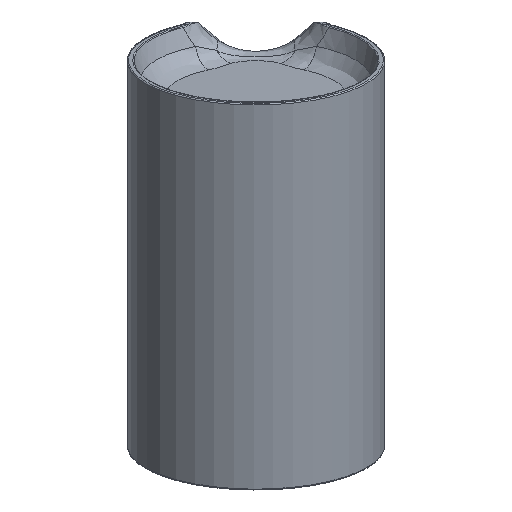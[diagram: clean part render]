
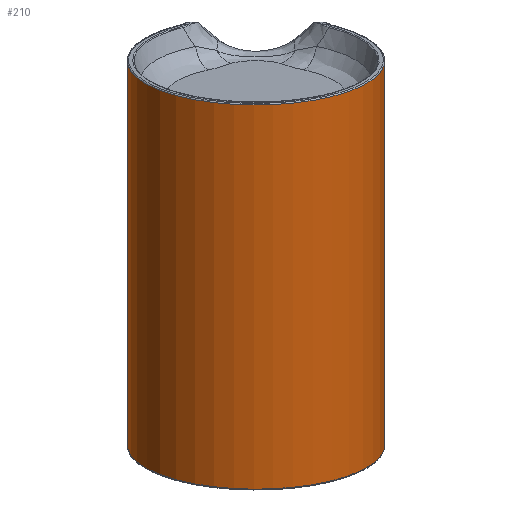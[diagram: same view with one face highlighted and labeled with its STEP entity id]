
A CAD part, top view. The second image highlights one B-rep face of the part: STEP entity #210.
In plain terms, the highlighted free-form (B-spline) face has degree [2, 1] with [9, 2] control points.
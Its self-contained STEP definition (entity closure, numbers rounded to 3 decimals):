
#210=ADVANCED_FACE('',(#370),#2585,.T.);
#370=FACE_OUTER_BOUND('',#532,.T.);
#532=EDGE_LOOP('',(#1137,#1138,#1139,#1140));
#1137=ORIENTED_EDGE('',*,*,#1594,.T.);
#1138=ORIENTED_EDGE('',*,*,#1462,.F.);
#1139=ORIENTED_EDGE('',*,*,#1595,.T.);
#1140=ORIENTED_EDGE('',*,*,#1518,.T.);
#1462=EDGE_CURVE('',#2260,#2262,#1978,.T.);
#1518=EDGE_CURVE('',#2299,#2301,#2013,.T.);
#1594=EDGE_CURVE('',#2301,#2262,#2058,.T.);
#1595=EDGE_CURVE('',#2260,#2299,#2059,.T.);
#1978=(
BOUNDED_CURVE()
B_SPLINE_CURVE(2,(#6844,#6845,#6846,#6847,#6848,#6849,#6850,#6851,#6852),
 .UNSPECIFIED.,.F.,.F.)
B_SPLINE_CURVE_WITH_KNOTS((3,2,2,2,3),(33.12,77.754,
155.509,233.263,277.898),.UNSPECIFIED.)
CURVE()
GEOMETRIC_REPRESENTATION_ITEM()
RATIONAL_B_SPLINE_CURVE((1.,0.899,1.,0.707,1.,0.707,
1.,0.899,1.))
REPRESENTATION_ITEM('')
);
#2013=(
BOUNDED_CURVE()
B_SPLINE_CURVE(2,(#7176,#7177,#7178,#7179,#7180,#7181,#7182,#7183,#7184),
 .UNSPECIFIED.,.F.,.F.)
B_SPLINE_CURVE_WITH_KNOTS((3,2,2,2,3),(33.12,77.754,
155.509,233.263,277.898),.UNSPECIFIED.)
CURVE()
GEOMETRIC_REPRESENTATION_ITEM()
RATIONAL_B_SPLINE_CURVE((1.,0.899,1.,0.707,1.,0.707,
1.,0.899,1.))
REPRESENTATION_ITEM('')
);
#2058=(
BOUNDED_CURVE()
B_SPLINE_CURVE(1,(#7608,#7609),.UNSPECIFIED.,.F.,.F.)
B_SPLINE_CURVE_WITH_KNOTS((2,2),(0.,158.627),.UNSPECIFIED.)
CURVE()
GEOMETRIC_REPRESENTATION_ITEM()
RATIONAL_B_SPLINE_CURVE((1.,1.))
REPRESENTATION_ITEM('')
);
#2059=(
BOUNDED_CURVE()
B_SPLINE_CURVE(1,(#7610,#7611),.UNSPECIFIED.,.F.,.F.)
B_SPLINE_CURVE_WITH_KNOTS((2,2),(0.,158.627),.UNSPECIFIED.)
CURVE()
GEOMETRIC_REPRESENTATION_ITEM()
RATIONAL_B_SPLINE_CURVE((1.,1.))
REPRESENTATION_ITEM('')
);
#2260=VERTEX_POINT('',#6313);
#2262=VERTEX_POINT('',#6315);
#2299=VERTEX_POINT('',#6352);
#2301=VERTEX_POINT('',#6354);
#2585=(
BOUNDED_SURFACE()
B_SPLINE_SURFACE(2,1,((#6101,#6102),(#6103,#6104),(#6105,#6106),(#6107,
#6108),(#6109,#6110),(#6111,#6112),(#6113,#6114),(#6115,#6116),(#6117,#6118)),
 .UNSPECIFIED.,.T.,.F.,.F.)
B_SPLINE_SURFACE_WITH_KNOTS((3,2,2,2,3),(2,2),(0.,78.54,157.08,
235.619,314.159),(0.,259.788),.UNSPECIFIED.)
GEOMETRIC_REPRESENTATION_ITEM()
RATIONAL_B_SPLINE_SURFACE(((1.,1.),(0.707,0.707),
(1.,1.),(0.707,0.707),(1.,1.),(0.707,
0.707),(1.,1.),(0.707,0.707),(1.,1.)))
REPRESENTATION_ITEM('')
SURFACE()
);
#6101=CARTESIAN_POINT('',(20.,199.36,376.092));
#6102=CARTESIAN_POINT('',(20.,-44.76,287.239));
#6103=CARTESIAN_POINT('',(70.,199.36,376.092));
#6104=CARTESIAN_POINT('',(70.,-44.76,287.239));
#6105=CARTESIAN_POINT('',(70.,182.259,423.076));
#6106=CARTESIAN_POINT('',(70.,-61.861,334.224));
#6107=CARTESIAN_POINT('',(70.,165.158,470.061));
#6108=CARTESIAN_POINT('',(70.,-78.962,381.208));
#6109=CARTESIAN_POINT('',(20.,165.158,470.061));
#6110=CARTESIAN_POINT('',(20.,-78.962,381.208));
#6111=CARTESIAN_POINT('',(-30.,165.158,470.061));
#6112=CARTESIAN_POINT('',(-30.,-78.962,381.208));
#6113=CARTESIAN_POINT('',(-30.,182.259,423.076));
#6114=CARTESIAN_POINT('',(-30.,-61.861,334.224));
#6115=CARTESIAN_POINT('',(-30.,199.36,376.092));
#6116=CARTESIAN_POINT('',(-30.,-44.76,287.239));
#6117=CARTESIAN_POINT('',(20.,199.36,376.092));
#6118=CARTESIAN_POINT('',(20.,-44.76,287.239));
#6313=CARTESIAN_POINT('',(-10.769,148.209,368.742));
#6315=CARTESIAN_POINT('',(50.769,148.209,368.742));
#6352=CARTESIAN_POINT('',(-10.769,-0.852,314.489));
#6354=CARTESIAN_POINT('',(50.769,-0.852,314.489));
#6844=CARTESIAN_POINT('',(-10.769,148.209,368.742));
#6845=CARTESIAN_POINT('',(-30.,143.074,382.851));
#6846=CARTESIAN_POINT('',(-30.,134.729,405.777));
#6847=CARTESIAN_POINT('',(-30.,117.628,452.761));
#6848=CARTESIAN_POINT('',(20.,117.628,452.761));
#6849=CARTESIAN_POINT('',(70.,117.628,452.761));
#6850=CARTESIAN_POINT('',(70.,134.729,405.777));
#6851=CARTESIAN_POINT('',(70.,143.074,382.851));
#6852=CARTESIAN_POINT('',(50.769,148.209,368.742));
#7176=CARTESIAN_POINT('',(-10.769,-0.852,314.489));
#7177=CARTESIAN_POINT('',(-30.,-5.987,328.597));
#7178=CARTESIAN_POINT('',(-30.,-14.331,351.523));
#7179=CARTESIAN_POINT('',(-30.,-31.432,398.508));
#7180=CARTESIAN_POINT('',(20.,-31.432,398.508));
#7181=CARTESIAN_POINT('',(70.,-31.432,398.508));
#7182=CARTESIAN_POINT('',(70.,-14.331,351.523));
#7183=CARTESIAN_POINT('',(70.,-5.987,328.597));
#7184=CARTESIAN_POINT('',(50.769,-0.852,314.489));
#7608=CARTESIAN_POINT('',(50.769,-0.852,314.489));
#7609=CARTESIAN_POINT('',(50.769,148.209,368.742));
#7610=CARTESIAN_POINT('',(-10.769,148.209,368.742));
#7611=CARTESIAN_POINT('',(-10.769,-0.852,314.489));
